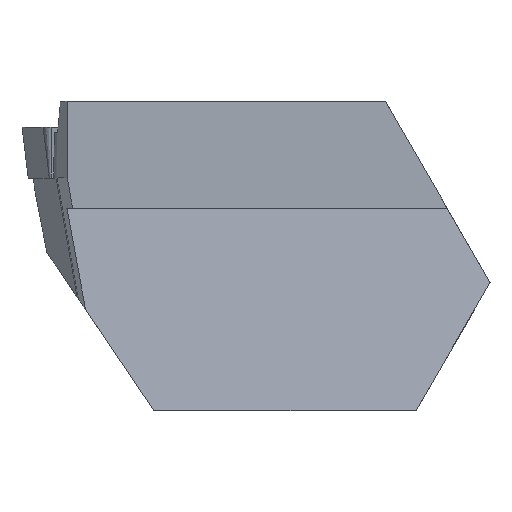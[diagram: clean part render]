
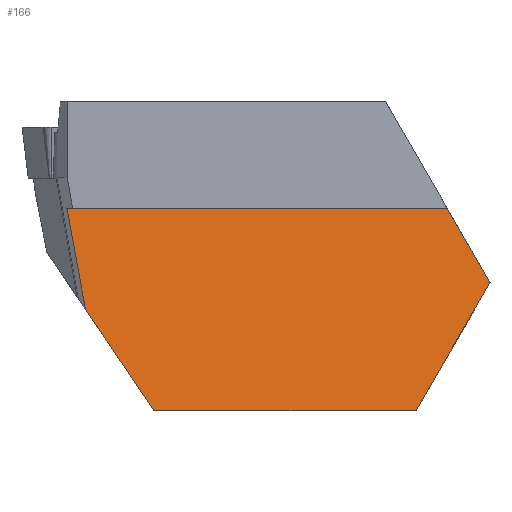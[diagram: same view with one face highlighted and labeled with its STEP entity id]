
A CAD part, top view. The second image highlights one B-rep face of the part: STEP entity #166.
In plain terms, the highlighted planar face has unit normal (0, 0.139, 0.99).
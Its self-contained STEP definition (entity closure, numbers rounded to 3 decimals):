
#166=ADVANCED_FACE('',(#240),#210,.T.);
#210=PLANE('',#941);
#240=FACE_OUTER_BOUND('',#274,.T.);
#274=EDGE_LOOP('',(#527,#528,#529,#530,#531,#532));
#354=LINE('',#1319,#432);
#355=LINE('',#1321,#433);
#356=LINE('',#1323,#434);
#357=LINE('',#1325,#435);
#358=LINE('',#1327,#436);
#359=LINE('',#1329,#437);
#432=VECTOR('',#1067,1.);
#433=VECTOR('',#1070,1.);
#434=VECTOR('',#1071,1.);
#435=VECTOR('',#1072,1.);
#436=VECTOR('',#1073,1.);
#437=VECTOR('',#1074,1.);
#527=ORIENTED_EDGE('',*,*,#798,.F.);
#528=ORIENTED_EDGE('',*,*,#797,.T.);
#529=ORIENTED_EDGE('',*,*,#799,.T.);
#530=ORIENTED_EDGE('',*,*,#800,.T.);
#531=ORIENTED_EDGE('',*,*,#801,.F.);
#532=ORIENTED_EDGE('',*,*,#802,.F.);
#716=VERTEX_POINT('',#1316);
#717=VERTEX_POINT('',#1318);
#718=VERTEX_POINT('',#1322);
#719=VERTEX_POINT('',#1324);
#720=VERTEX_POINT('',#1326);
#721=VERTEX_POINT('',#1328);
#797=EDGE_CURVE('',#716,#717,#354,.T.);
#798=EDGE_CURVE('',#716,#718,#355,.T.);
#799=EDGE_CURVE('',#717,#719,#356,.T.);
#800=EDGE_CURVE('',#719,#720,#357,.T.);
#801=EDGE_CURVE('',#721,#720,#358,.T.);
#802=EDGE_CURVE('',#718,#721,#359,.T.);
#941=AXIS2_PLACEMENT_3D('',#1330,#1075,#1076);
#1067=DIRECTION('',(1.,0.,0.));
#1070=DIRECTION('',(-0.555,0.823,-0.116));
#1071=DIRECTION('',(0.496,0.86,-0.121));
#1072=DIRECTION('',(-0.496,0.86,-0.121));
#1073=DIRECTION('',(1.,0.,0.));
#1074=DIRECTION('',(-0.179,0.974,-0.137));
#1075=DIRECTION('',(0.,0.139,0.99));
#1076=DIRECTION('',(0.,-0.99,0.139));
#1316=CARTESIAN_POINT('',(-29.95,-24.9,2.656));
#1318=CARTESIAN_POINT('',(-5.424,-24.9,2.656));
#1319=CARTESIAN_POINT('',(-20.408,-24.9,2.656));
#1321=CARTESIAN_POINT('',(-35.821,-16.195,1.433));
#1322=CARTESIAN_POINT('',(-36.333,-15.437,1.326));
#1323=CARTESIAN_POINT('',(-3.915,-22.287,2.289));
#1324=CARTESIAN_POINT('',(1.476,-12.949,0.977));
#1325=CARTESIAN_POINT('',(-6.939,1.626,-1.072));
#1326=CARTESIAN_POINT('',(-2.536,-6.,0.));
#1327=CARTESIAN_POINT('',(-20.408,-6.,0.));
#1328=CARTESIAN_POINT('',(-38.066,-6.,0.));
#1329=CARTESIAN_POINT('',(-37.501,-9.079,0.433));
#1330=CARTESIAN_POINT('',(-20.408,-6.,0.));
